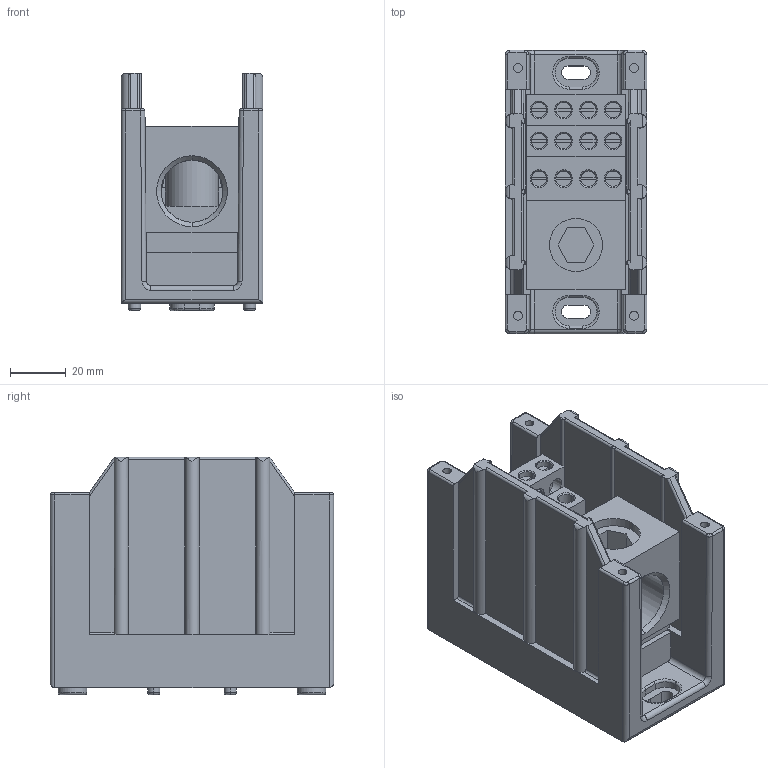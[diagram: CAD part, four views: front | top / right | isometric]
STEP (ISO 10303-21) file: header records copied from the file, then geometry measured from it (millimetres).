
FILE_DESCRIPTION (( 'STEP AP214' ), '1' );
FILE_NAME ('PB3121.STEP', '2014-12-17T20:05:28', ( '' ), ( '' ), 'SwSTEP 2.0', 'SolidWorks 2014', '' );
FILE_SCHEMA (( 'AUTOMOTIVE_DESIGN' ));
Length unit declared in the file: inch
Products named in the file (1): PB3121
Bounding box: 50.8 x 101.6 x 85.09 mm (x, y, z)
Volume: 178571.8 mm3; surface area: 78383.5 mm2
Topology: 4 solids, 4 shells, 675 faces, 1921 edges, 1195 vertices
Faces by surface type: cylinder 286, plane 269, torus 84, cone 28, bspline 8
Entity records: 33243 total; most frequent: CARTESIAN_POINT 6906, ORIENTED_EDGE 3834, DIRECTION 3660, EDGE_CURVE 1917, AXIS2_PLACEMENT_3D 1365, VERTEX_POINT 1195, LINE 930, VECTOR 930
